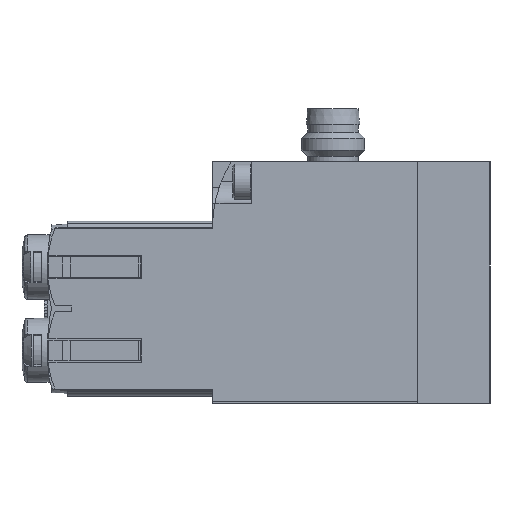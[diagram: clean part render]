
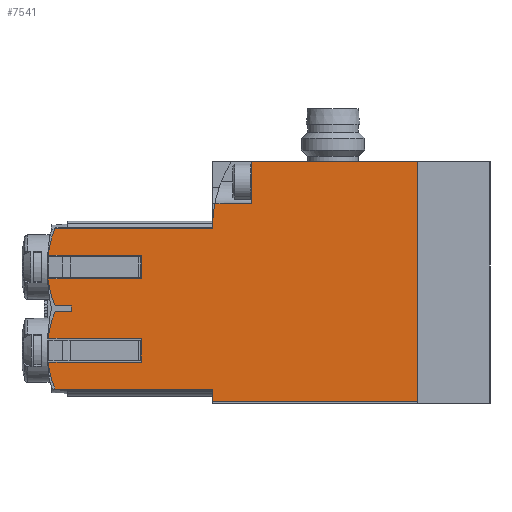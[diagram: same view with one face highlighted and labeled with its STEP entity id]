
A CAD part, left-side view. The second image highlights one B-rep face of the part: STEP entity #7541.
In plain terms, the highlighted planar face has unit normal (-1, 0, 0).
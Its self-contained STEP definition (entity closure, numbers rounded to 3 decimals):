
#203=LINE('',#11896,#812);
#215=LINE('',#11919,#824);
#216=LINE('',#11921,#825);
#217=LINE('',#11925,#826);
#218=LINE('',#11927,#827);
#219=LINE('',#11929,#828);
#220=LINE('',#11933,#829);
#221=LINE('',#11935,#830);
#222=LINE('',#11937,#831);
#223=LINE('',#11941,#832);
#224=LINE('',#11943,#833);
#225=LINE('',#11945,#834);
#226=LINE('',#11949,#835);
#227=LINE('',#11951,#836);
#228=LINE('',#11953,#837);
#229=LINE('',#11955,#838);
#230=LINE('',#11956,#839);
#812=VECTOR('',#9322,1000.);
#824=VECTOR('',#9338,1000.);
#825=VECTOR('',#9339,1000.);
#826=VECTOR('',#9342,1000.);
#827=VECTOR('',#9343,1000.);
#828=VECTOR('',#9344,1000.);
#829=VECTOR('',#9347,1000.);
#830=VECTOR('',#9348,1000.);
#831=VECTOR('',#9349,1000.);
#832=VECTOR('',#9352,1000.);
#833=VECTOR('',#9353,1000.);
#834=VECTOR('',#9354,1000.);
#835=VECTOR('',#9357,1000.);
#836=VECTOR('',#9358,1000.);
#837=VECTOR('',#9359,1000.);
#838=VECTOR('',#9360,1000.);
#839=VECTOR('',#9361,1000.);
#1388=PLANE('',#8186);
#1808=CIRCLE('',#8181,16.);
#1811=CIRCLE('',#8187,12.5);
#1812=CIRCLE('',#8188,12.5);
#1813=CIRCLE('',#8189,12.5);
#1814=CIRCLE('',#8190,12.5);
#2412=ORIENTED_EDGE('',*,*,#4300,.F.);
#2413=ORIENTED_EDGE('',*,*,#4279,.F.);
#2414=ORIENTED_EDGE('',*,*,#4301,.F.);
#2415=ORIENTED_EDGE('',*,*,#4302,.F.);
#2416=ORIENTED_EDGE('',*,*,#4303,.F.);
#2417=ORIENTED_EDGE('',*,*,#4304,.F.);
#2418=ORIENTED_EDGE('',*,*,#4305,.F.);
#2419=ORIENTED_EDGE('',*,*,#4306,.F.);
#2420=ORIENTED_EDGE('',*,*,#4307,.F.);
#2421=ORIENTED_EDGE('',*,*,#4308,.F.);
#2422=ORIENTED_EDGE('',*,*,#4309,.F.);
#2423=ORIENTED_EDGE('',*,*,#4310,.F.);
#2424=ORIENTED_EDGE('',*,*,#4311,.F.);
#2425=ORIENTED_EDGE('',*,*,#4312,.F.);
#2426=ORIENTED_EDGE('',*,*,#4313,.F.);
#2427=ORIENTED_EDGE('',*,*,#4314,.F.);
#2428=ORIENTED_EDGE('',*,*,#4315,.F.);
#2429=ORIENTED_EDGE('',*,*,#4316,.F.);
#2430=ORIENTED_EDGE('',*,*,#4317,.F.);
#2431=ORIENTED_EDGE('',*,*,#4318,.F.);
#2432=ORIENTED_EDGE('',*,*,#4288,.F.);
#2433=ORIENTED_EDGE('',*,*,#4319,.F.);
#4279=EDGE_CURVE('',#5294,#5295,#1808,.T.);
#4288=EDGE_CURVE('',#5302,#5303,#203,.T.);
#4300=EDGE_CURVE('',#5295,#5312,#215,.T.);
#4301=EDGE_CURVE('',#5313,#5294,#216,.T.);
#4302=EDGE_CURVE('',#5314,#5313,#1811,.T.);
#4303=EDGE_CURVE('',#5315,#5314,#217,.T.);
#4304=EDGE_CURVE('',#5316,#5315,#218,.T.);
#4305=EDGE_CURVE('',#5317,#5316,#219,.T.);
#4306=EDGE_CURVE('',#5318,#5317,#1812,.T.);
#4307=EDGE_CURVE('',#5319,#5318,#220,.T.);
#4308=EDGE_CURVE('',#5320,#5319,#221,.T.);
#4309=EDGE_CURVE('',#5321,#5320,#222,.T.);
#4310=EDGE_CURVE('',#5322,#5321,#1813,.T.);
#4311=EDGE_CURVE('',#5323,#5322,#223,.T.);
#4312=EDGE_CURVE('',#5324,#5323,#224,.T.);
#4313=EDGE_CURVE('',#5325,#5324,#225,.T.);
#4314=EDGE_CURVE('',#5326,#5325,#1814,.T.);
#4315=EDGE_CURVE('',#5327,#5326,#226,.T.);
#4316=EDGE_CURVE('',#5328,#5327,#227,.T.);
#4317=EDGE_CURVE('',#5329,#5328,#228,.T.);
#4318=EDGE_CURVE('',#5303,#5329,#229,.T.);
#4319=EDGE_CURVE('',#5312,#5302,#230,.T.);
#5294=VERTEX_POINT('',#11873);
#5295=VERTEX_POINT('',#11875);
#5302=VERTEX_POINT('',#11895);
#5303=VERTEX_POINT('',#11897);
#5312=VERTEX_POINT('',#11920);
#5313=VERTEX_POINT('',#11922);
#5314=VERTEX_POINT('',#11924);
#5315=VERTEX_POINT('',#11926);
#5316=VERTEX_POINT('',#11928);
#5317=VERTEX_POINT('',#11930);
#5318=VERTEX_POINT('',#11932);
#5319=VERTEX_POINT('',#11934);
#5320=VERTEX_POINT('',#11936);
#5321=VERTEX_POINT('',#11938);
#5322=VERTEX_POINT('',#11940);
#5323=VERTEX_POINT('',#11942);
#5324=VERTEX_POINT('',#11944);
#5325=VERTEX_POINT('',#11946);
#5326=VERTEX_POINT('',#11948);
#5327=VERTEX_POINT('',#11950);
#5328=VERTEX_POINT('',#11952);
#5329=VERTEX_POINT('',#11954);
#6159=EDGE_LOOP('',(#2412,#2413,#2414,#2415,#2416,#2417,#2418,#2419,#2420,
#2421,#2422,#2423,#2424,#2425,#2426,#2427,#2428,#2429,#2430,#2431,#2432,
#2433));
#6856=FACE_BOUND('',#6159,.T.);
#7541=ADVANCED_FACE('',(#6856),#1388,.F.);
#8181=AXIS2_PLACEMENT_3D('',#11874,#9309,#9310);
#8186=AXIS2_PLACEMENT_3D('',#11918,#9336,#9337);
#8187=AXIS2_PLACEMENT_3D('',#11923,#9340,#9341);
#8188=AXIS2_PLACEMENT_3D('',#11931,#9345,#9346);
#8189=AXIS2_PLACEMENT_3D('',#11939,#9350,#9351);
#8190=AXIS2_PLACEMENT_3D('',#11947,#9355,#9356);
#9309=DIRECTION('',(1.,0.,0.));
#9310=DIRECTION('',(0.,0.,-1.));
#9322=DIRECTION('',(0.,-1.,0.));
#9336=DIRECTION('',(1.,0.,0.));
#9337=DIRECTION('',(0.,0.,-1.));
#9338=DIRECTION('',(0.,-1.,0.));
#9339=DIRECTION('',(0.,-1.,0.));
#9340=DIRECTION('',(1.,0.,0.));
#9341=DIRECTION('',(0.,0.,-1.));
#9342=DIRECTION('',(0.,1.,0.));
#9343=DIRECTION('',(0.,0.,1.));
#9344=DIRECTION('',(0.,-1.,0.));
#9345=DIRECTION('',(1.,0.,0.));
#9346=DIRECTION('',(0.,0.,-1.));
#9347=DIRECTION('',(0.,1.,0.));
#9348=DIRECTION('',(0.,0.,1.));
#9349=DIRECTION('',(0.,-1.,0.));
#9350=DIRECTION('',(1.,0.,0.));
#9351=DIRECTION('',(0.,0.,-1.));
#9352=DIRECTION('',(0.,1.,0.));
#9353=DIRECTION('',(0.,0.,1.));
#9354=DIRECTION('',(0.,-1.,0.));
#9355=DIRECTION('',(1.,0.,0.));
#9356=DIRECTION('',(0.,0.,-1.));
#9357=DIRECTION('',(0.,1.,0.));
#9358=DIRECTION('',(0.,0.,1.));
#9359=DIRECTION('',(0.,1.,0.));
#9360=DIRECTION('',(0.,0.,-1.));
#9361=DIRECTION('',(0.,0.,1.));
#11873=CARTESIAN_POINT('',(0.,25.9,6.7));
#11874=CARTESIAN_POINT('',(0.,9.9,6.704));
#11875=CARTESIAN_POINT('',(0.,25.598,9.8));
#11895=CARTESIAN_POINT('',(0.,21.,15.1));
#11896=CARTESIAN_POINT('',(0.,23.52,15.1));
#11897=CARTESIAN_POINT('',(0.,0.,15.1));
#11918=CARTESIAN_POINT('',(0.,9.9,6.704));
#11919=CARTESIAN_POINT('',(0.,9.9,9.8));
#11920=CARTESIAN_POINT('',(0.,21.,9.8));
#11921=CARTESIAN_POINT('',(0.,45.75,6.7));
#11922=CARTESIAN_POINT('',(0.,45.75,6.7));
#11923=CARTESIAN_POINT('',(0.,34.25,1.8));
#11924=CARTESIAN_POINT('',(0.,46.66,3.3));
#11925=CARTESIAN_POINT('',(0.,34.9,3.3));
#11926=CARTESIAN_POINT('',(0.,34.9,3.3));
#11927=CARTESIAN_POINT('',(0.,34.9,0.3));
#11928=CARTESIAN_POINT('',(0.,34.9,0.3));
#11929=CARTESIAN_POINT('',(0.,46.66,0.3));
#11930=CARTESIAN_POINT('',(0.,46.66,0.3));
#11931=CARTESIAN_POINT('',(0.,34.25,1.8));
#11932=CARTESIAN_POINT('',(0.,45.75,-3.1));
#11933=CARTESIAN_POINT('',(0.,43.72,-3.1));
#11934=CARTESIAN_POINT('',(0.,43.72,-3.1));
#11935=CARTESIAN_POINT('',(0.,43.72,-3.8));
#11936=CARTESIAN_POINT('',(0.,43.72,-3.8));
#11937=CARTESIAN_POINT('',(0.,45.75,-3.8));
#11938=CARTESIAN_POINT('',(0.,45.75,-3.8));
#11939=CARTESIAN_POINT('',(0.,34.25,-8.7));
#11940=CARTESIAN_POINT('',(0.,46.66,-7.2));
#11941=CARTESIAN_POINT('',(0.,34.9,-7.2));
#11942=CARTESIAN_POINT('',(0.,34.9,-7.2));
#11943=CARTESIAN_POINT('',(0.,34.9,-10.2));
#11944=CARTESIAN_POINT('',(0.,34.9,-10.2));
#11945=CARTESIAN_POINT('',(0.,46.66,-10.2));
#11946=CARTESIAN_POINT('',(0.,46.66,-10.2));
#11947=CARTESIAN_POINT('',(0.,34.25,-8.7));
#11948=CARTESIAN_POINT('',(0.,45.75,-13.6));
#11949=CARTESIAN_POINT('',(0.,25.9,-13.6));
#11950=CARTESIAN_POINT('',(0.,25.9,-13.6));
#11951=CARTESIAN_POINT('',(0.,25.9,-15.1));
#11952=CARTESIAN_POINT('',(0.,25.9,-15.1));
#11953=CARTESIAN_POINT('',(0.,0.,-15.1));
#11954=CARTESIAN_POINT('',(0.,0.,-15.1));
#11955=CARTESIAN_POINT('',(0.,0.,15.1));
#11956=CARTESIAN_POINT('',(0.,21.,6.704));
